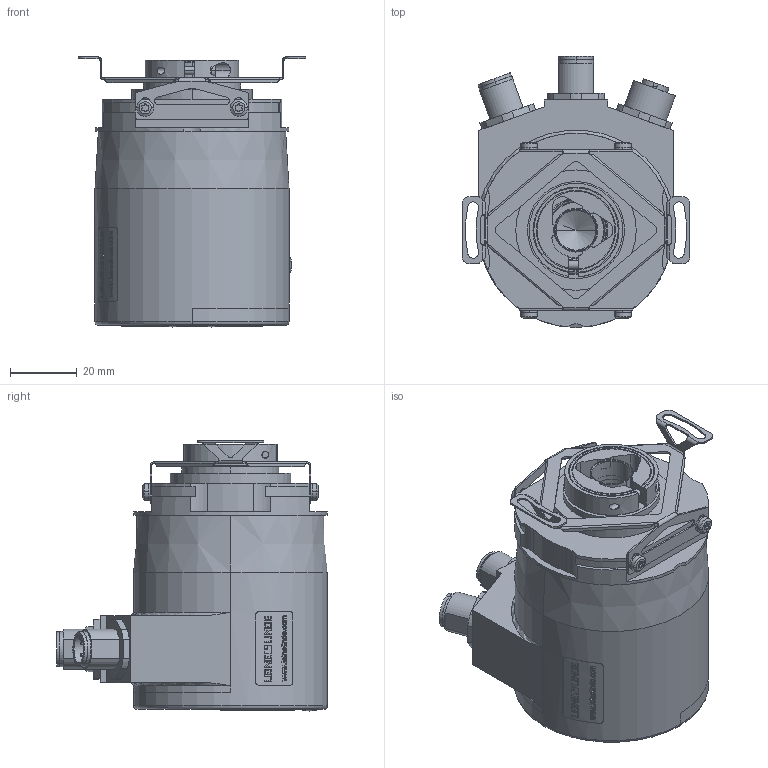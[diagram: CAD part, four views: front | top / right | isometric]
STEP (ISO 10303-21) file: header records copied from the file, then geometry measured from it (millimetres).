
FILE_DESCRIPTION((''),'2;1');
FILE_NAME('577847','2010-12-16T',('se2802'),(''),'PRO/ENGINEER BY PARAMETRIC TECHNOLOGY CORPORATION, 2010180','PRO/ENGINEER BY PARAMETRIC TECHNOLOGY CORPORATION, 2010180','');
FILE_SCHEMA(('CONFIG_CONTROL_DESIGN'));
Length unit declared in the file: millimetre
Products named in the file (1): 577847
Bounding box: 68 x 81 x 80.73 mm (x, y, z)
Volume: 86920.6 mm3; surface area: 65348.4 mm2
Topology: 9 solids, 9 shells, 5404 faces, 14224 edges, 9334 vertices
Faces by surface type: plane 3930, cylinder 914, extrusion 324, cone 97, torus 65, bspline 51, sphere 21, revolution 2
Entity records: 174509 total; most frequent: CARTESIAN_POINT 40507, ORIENTED_EDGE 28376, DIRECTION 25910, EDGE_CURVE 14188, VECTOR 11212, LINE 10888, VERTEX_POINT 9334, AXIS2_PLACEMENT_3D 7348
